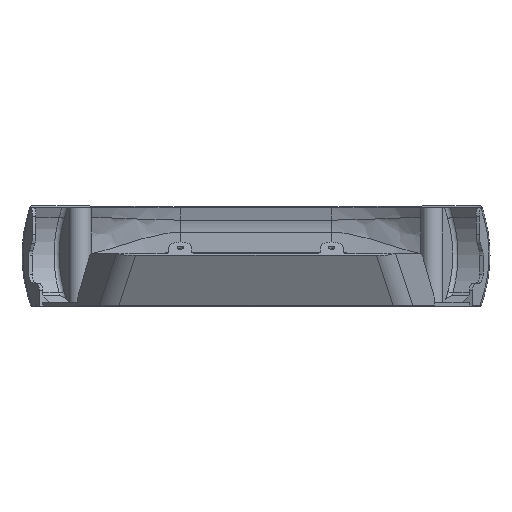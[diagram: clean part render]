
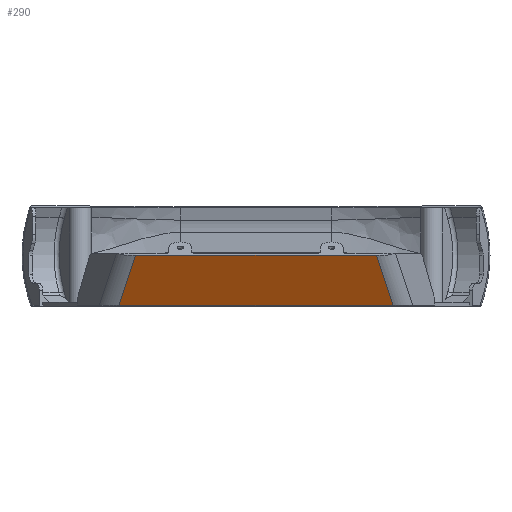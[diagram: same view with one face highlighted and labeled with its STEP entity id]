
A CAD part, front view. The second image highlights one B-rep face of the part: STEP entity #290.
In plain terms, the highlighted planar face has unit normal (0, -0.866, -0.5).
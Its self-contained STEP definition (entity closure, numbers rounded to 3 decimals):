
#290=ADVANCED_FACE('',(#3839),#3841,.F.);
#3839=FACE_BOUND('',#3840,.T.);
#3840=EDGE_LOOP('',(#7632,#7633,#7634,#7635));
#3841=PLANE('',#3842);
#3842=AXIS2_PLACEMENT_3D('',#3843,#3844,#3845);
#3843=CARTESIAN_POINT('',(-126.653,16.566,-1.));
#3844=DIRECTION('',(0.,0.866,0.5));
#3845=DIRECTION('',(0.,-0.5,0.866));
#7632=ORIENTED_EDGE('',*,*,#8577,.F.);
#7633=ORIENTED_EDGE('',*,*,#8638,.F.);
#7634=ORIENTED_EDGE('',*,*,#8473,.T.);
#7635=ORIENTED_EDGE('',*,*,#8637,.T.);
#8473=EDGE_CURVE('',#9626,#9623,#9627,.T.);
#8577=EDGE_CURVE('',#9782,#9785,#9786,.T.);
#8637=EDGE_CURVE('',#9623,#9785,#9870,.T.);
#8638=EDGE_CURVE('',#9626,#9782,#9871,.T.);
#9623=VERTEX_POINT('',#13702);
#9626=VERTEX_POINT('',#13719);
#9627=LINE('',#13720,#13721);
#9782=VERTEX_POINT('',#14413);
#9785=VERTEX_POINT('',#14431);
#9786=LINE('',#14432,#14433);
#9870=LINE('',#15016,#15017);
#9871=LINE('',#15019,#15020);
#13702=CARTESIAN_POINT('',(-63.639,1.566,24.981));
#13719=CARTESIAN_POINT('',(63.639,1.566,24.981));
#13720=CARTESIAN_POINT('',(63.639,1.566,24.981));
#13721=VECTOR('',#13722,1.);
#13722=DIRECTION('',(-1.,0.,0.));
#14413=CARTESIAN_POINT('',(72.489,16.894,-1.567));
#14431=CARTESIAN_POINT('',(-72.489,16.894,-1.567));
#14432=CARTESIAN_POINT('',(72.489,16.894,-1.567));
#14433=VECTOR('',#14434,1.);
#14434=DIRECTION('',(-1.,0.,0.));
#15016=CARTESIAN_POINT('',(-63.639,1.566,24.981));
#15017=VECTOR('',#15018,1.);
#15018=DIRECTION('',(-0.277,0.48,-0.832));
#15019=CARTESIAN_POINT('',(63.639,1.566,24.981));
#15020=VECTOR('',#15021,1.);
#15021=DIRECTION('',(0.277,0.48,-0.832));
